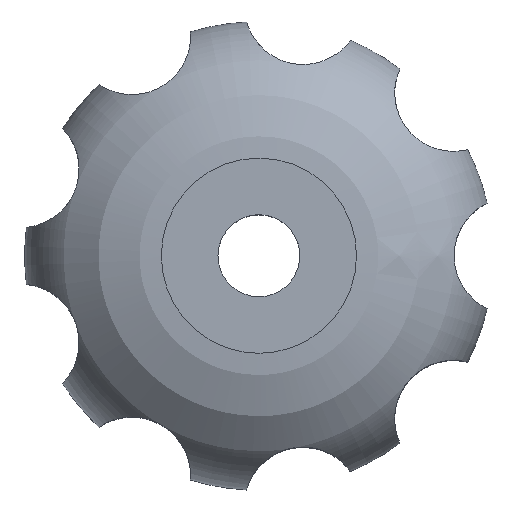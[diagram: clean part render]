
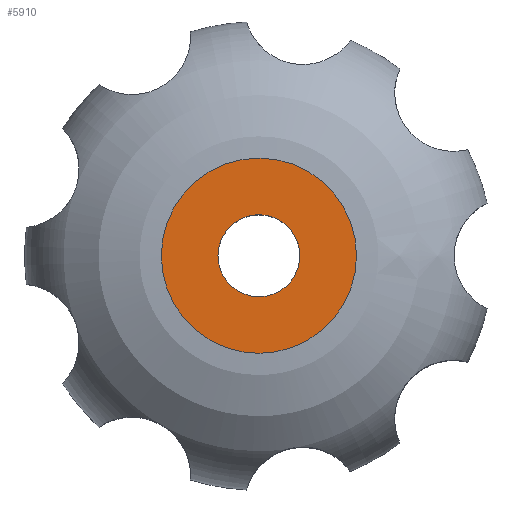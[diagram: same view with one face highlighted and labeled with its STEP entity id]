
A CAD part, top view. The second image highlights one B-rep face of the part: STEP entity #5910.
In plain terms, the highlighted face is planar.
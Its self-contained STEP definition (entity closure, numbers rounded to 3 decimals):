
#56 = SURFACE_OF_REVOLUTION('',#57,#70);
#57 = B_SPLINE_CURVE_WITH_KNOTS('',6,(#58,#59,#60,#61,#62,#63,#64,#65,
    #66,#67,#68,#69),.UNSPECIFIED.,.F.,.F.,(7,5,7),(0.,0.785,
    1.571),.UNSPECIFIED.);
#58 = CARTESIAN_POINT('',(12.,0.,7.));
#59 = CARTESIAN_POINT('',(12.,0.,6.084));
#60 = CARTESIAN_POINT('',(11.856,0.,5.167));
#61 = CARTESIAN_POINT('',(11.568,0.,4.279));
#62 = CARTESIAN_POINT('',(11.144,0.,3.448));
#63 = CARTESIAN_POINT('',(10.598,0.,2.698));
#64 = CARTESIAN_POINT('',(9.302,0.,1.402));
#65 = CARTESIAN_POINT('',(8.552,0.,0.856));
#66 = CARTESIAN_POINT('',(7.721,0.,0.432));
#67 = CARTESIAN_POINT('',(6.833,0.,0.144));
#68 = CARTESIAN_POINT('',(5.916,0.,0.));
#69 = CARTESIAN_POINT('',(5.,0.,0.));
#70 = AXIS1_PLACEMENT('',#71,#72);
#71 = CARTESIAN_POINT('',(0.,0.,7.));
#72 = DIRECTION('',(-0.,-0.,-1.));
#309 = VERTEX_POINT('',#310);
#310 = CARTESIAN_POINT('',(5.,0.,0.));
#330 = EDGE_CURVE('',#309,#309,#331,.T.);
#331 = SURFACE_CURVE('',#332,(#337,#344),.PCURVE_S1.);
#332 = CIRCLE('',#333,5.);
#333 = AXIS2_PLACEMENT_3D('',#334,#335,#336);
#334 = CARTESIAN_POINT('',(0.,0.,0.));
#335 = DIRECTION('',(0.,0.,1.));
#336 = DIRECTION('',(1.,0.,0.));
#337 = PCURVE('',#56,#338);
#338 = DEFINITIONAL_REPRESENTATION('',(#339),#343);
#339 = LINE('',#340,#341);
#340 = CARTESIAN_POINT('',(-0.,1.571));
#341 = VECTOR('',#342,1.);
#342 = DIRECTION('',(-1.,0.));
#343 = ( GEOMETRIC_REPRESENTATION_CONTEXT(2) 
PARAMETRIC_REPRESENTATION_CONTEXT() REPRESENTATION_CONTEXT('2D SPACE',''
  ) );
#344 = PCURVE('',#345,#350);
#345 = PLANE('',#346);
#346 = AXIS2_PLACEMENT_3D('',#347,#348,#349);
#347 = CARTESIAN_POINT('',(0.,0.,0.));
#348 = DIRECTION('',(0.,0.,1.));
#349 = DIRECTION('',(1.,0.,0.));
#350 = DEFINITIONAL_REPRESENTATION('',(#351),#355);
#351 = CIRCLE('',#352,5.);
#352 = AXIS2_PLACEMENT_2D('',#353,#354);
#353 = CARTESIAN_POINT('',(0.,0.));
#354 = DIRECTION('',(1.,0.));
#355 = ( GEOMETRIC_REPRESENTATION_CONTEXT(2) 
PARAMETRIC_REPRESENTATION_CONTEXT() REPRESENTATION_CONTEXT('2D SPACE',''
  ) );
#5910 = ADVANCED_FACE('',(#5911,#5914),#345,.F.);
#5911 = FACE_BOUND('',#5912,.F.);
#5912 = EDGE_LOOP('',(#5913));
#5913 = ORIENTED_EDGE('',*,*,#330,.T.);
#5914 = FACE_BOUND('',#5915,.F.);
#5915 = EDGE_LOOP('',(#5916));
#5916 = ORIENTED_EDGE('',*,*,#5917,.F.);
#5917 = EDGE_CURVE('',#5918,#5918,#5920,.T.);
#5918 = VERTEX_POINT('',#5919);
#5919 = CARTESIAN_POINT('',(2.1,0.,0.));
#5920 = SURFACE_CURVE('',#5921,(#5926,#5933),.PCURVE_S1.);
#5921 = CIRCLE('',#5922,2.1);
#5922 = AXIS2_PLACEMENT_3D('',#5923,#5924,#5925);
#5923 = CARTESIAN_POINT('',(0.,0.,0.));
#5924 = DIRECTION('',(0.,0.,1.));
#5925 = DIRECTION('',(1.,0.,-0.));
#5926 = PCURVE('',#345,#5927);
#5927 = DEFINITIONAL_REPRESENTATION('',(#5928),#5932);
#5928 = CIRCLE('',#5929,2.1);
#5929 = AXIS2_PLACEMENT_2D('',#5930,#5931);
#5930 = CARTESIAN_POINT('',(0.,0.));
#5931 = DIRECTION('',(1.,0.));
#5932 = ( GEOMETRIC_REPRESENTATION_CONTEXT(2) 
PARAMETRIC_REPRESENTATION_CONTEXT() REPRESENTATION_CONTEXT('2D SPACE',''
  ) );
#5933 = PCURVE('',#5934,#5939);
#5934 = CYLINDRICAL_SURFACE('',#5935,2.1);
#5935 = AXIS2_PLACEMENT_3D('',#5936,#5937,#5938);
#5936 = CARTESIAN_POINT('',(0.,0.,-1.));
#5937 = DIRECTION('',(0.,0.,1.));
#5938 = DIRECTION('',(1.,0.,0.));
#5939 = DEFINITIONAL_REPRESENTATION('',(#5940),#5944);
#5940 = LINE('',#5941,#5942);
#5941 = CARTESIAN_POINT('',(0.,1.));
#5942 = VECTOR('',#5943,1.);
#5943 = DIRECTION('',(1.,0.));
#5944 = ( GEOMETRIC_REPRESENTATION_CONTEXT(2) 
PARAMETRIC_REPRESENTATION_CONTEXT() REPRESENTATION_CONTEXT('2D SPACE',''
  ) );
